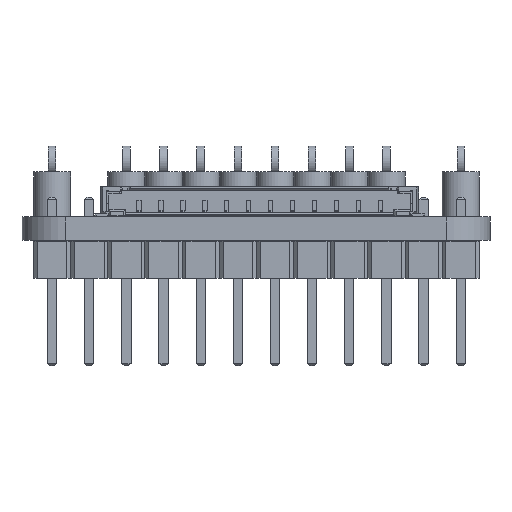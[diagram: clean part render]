
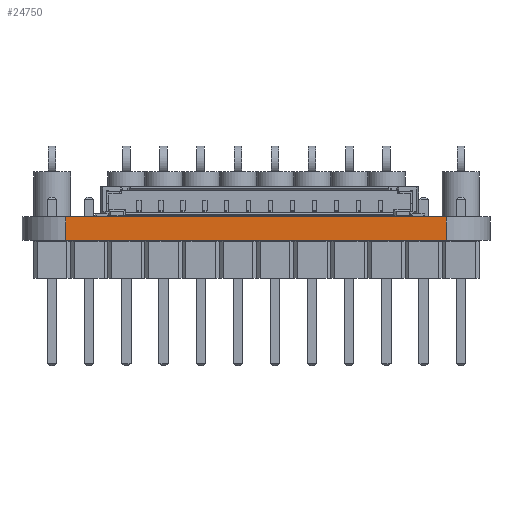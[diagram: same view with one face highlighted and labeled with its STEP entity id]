
A CAD part, left-side view. The second image highlights one B-rep face of the part: STEP entity #24750.
In plain terms, the highlighted planar face has unit normal (-1, 0, 0).
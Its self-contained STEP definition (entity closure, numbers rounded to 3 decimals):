
#24135 = VERTEX_POINT('',#24136);
#24136 = CARTESIAN_POINT('',(0.,29.,0.));
#24143 = EDGE_CURVE('',#24144,#24135,#24146,.T.);
#24144 = VERTEX_POINT('',#24145);
#24145 = CARTESIAN_POINT('',(0.,3.,0.));
#24146 = LINE('',#24147,#24148);
#24147 = CARTESIAN_POINT('',(0.,3.,0.));
#24148 = VECTOR('',#24149,1.);
#24149 = DIRECTION('',(0.,1.,0.));
#24429 = VERTEX_POINT('',#24430);
#24430 = CARTESIAN_POINT('',(0.,29.,1.6));
#24437 = EDGE_CURVE('',#24438,#24429,#24440,.T.);
#24438 = VERTEX_POINT('',#24439);
#24439 = CARTESIAN_POINT('',(0.,3.,1.6));
#24440 = LINE('',#24441,#24442);
#24441 = CARTESIAN_POINT('',(0.,3.,1.6));
#24442 = VECTOR('',#24443,1.);
#24443 = DIRECTION('',(0.,1.,0.));
#24720 = EDGE_CURVE('',#24135,#24429,#24721,.T.);
#24721 = LINE('',#24722,#24723);
#24722 = CARTESIAN_POINT('',(0.,29.,0.));
#24723 = VECTOR('',#24724,1.);
#24724 = DIRECTION('',(0.,0.,1.));
#24750 = ADVANCED_FACE('',(#24751),#24762,.T.);
#24751 = FACE_BOUND('',#24752,.T.);
#24752 = EDGE_LOOP('',(#24753,#24759,#24760,#24761));
#24753 = ORIENTED_EDGE('',*,*,#24754,.T.);
#24754 = EDGE_CURVE('',#24144,#24438,#24755,.T.);
#24755 = LINE('',#24756,#24757);
#24756 = CARTESIAN_POINT('',(0.,3.,0.));
#24757 = VECTOR('',#24758,1.);
#24758 = DIRECTION('',(0.,0.,1.));
#24759 = ORIENTED_EDGE('',*,*,#24437,.T.);
#24760 = ORIENTED_EDGE('',*,*,#24720,.F.);
#24761 = ORIENTED_EDGE('',*,*,#24143,.F.);
#24762 = PLANE('',#24763);
#24763 = AXIS2_PLACEMENT_3D('',#24764,#24765,#24766);
#24764 = CARTESIAN_POINT('',(0.,3.,0.));
#24765 = DIRECTION('',(-1.,0.,0.));
#24766 = DIRECTION('',(0.,1.,0.));
